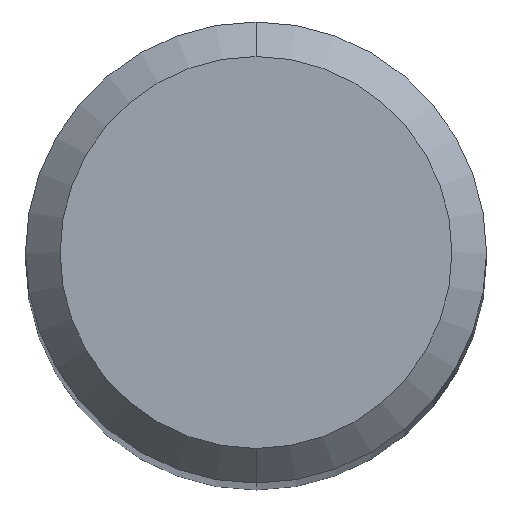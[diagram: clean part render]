
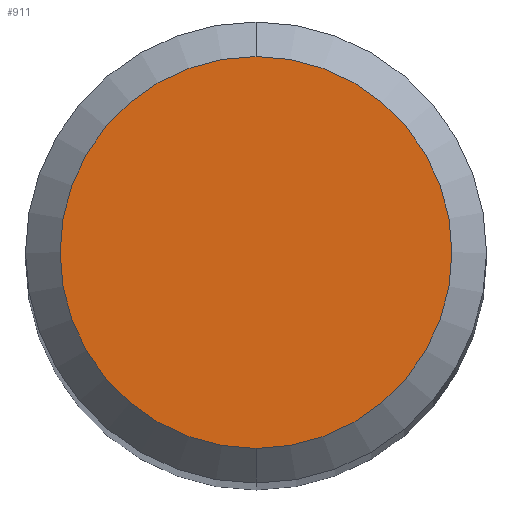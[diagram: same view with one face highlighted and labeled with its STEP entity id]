
A CAD part, top view. The second image highlights one B-rep face of the part: STEP entity #911.
In plain terms, the highlighted planar face has unit normal (0, 0, 1).
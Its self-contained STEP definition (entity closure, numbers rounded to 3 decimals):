
#427=VERTEX_POINT('',#1090);
#695=EDGE_CURVE('',#861,#427,#1381,.T.);
#771=EDGE_CURVE('',#427,#861,#1465,.T.);
#861=VERTEX_POINT('',#1564);
#911=ADVANCED_FACE('',(#1619),#1620,.T.);
#1090=CARTESIAN_POINT('',(0.,-1.7,0.0));
#1381=CIRCLE('',#3225,1.7);
#1465=CIRCLE('',#3526,1.7);
#1564=CARTESIAN_POINT('',(0.0,1.7,0.0));
#1619=FACE_OUTER_BOUND('',#4343,.T.);
#1620=PLANE('',#4344);
#3225=AXIS2_PLACEMENT_3D('',#4989,#4990,#4991);
#3526=AXIS2_PLACEMENT_3D('',#5107,#5108,#5109);
#4343=EDGE_LOOP('',(#5273,#5274));
#4344=AXIS2_PLACEMENT_3D('',#5275,#5276,#5277);
#4989=CARTESIAN_POINT('',(0.0,0.0,0.0));
#4990=DIRECTION('',(0.0,0.0,-1.0));
#4991=DIRECTION('',(0.0,1.0,0.0));
#5107=CARTESIAN_POINT('',(0.0,0.0,0.0));
#5108=DIRECTION('',(0.0,0.0,-1.0));
#5109=DIRECTION('',(0.0,1.0,0.0));
#5273=ORIENTED_EDGE('',*,*,#695,.F.);
#5274=ORIENTED_EDGE('',*,*,#771,.F.);
#5275=CARTESIAN_POINT('',(0.0,0.85,0.0));
#5276=DIRECTION('',(-0.0,0.0,1.0));
#5277=DIRECTION('',(0.0,-1.0,0.0));
